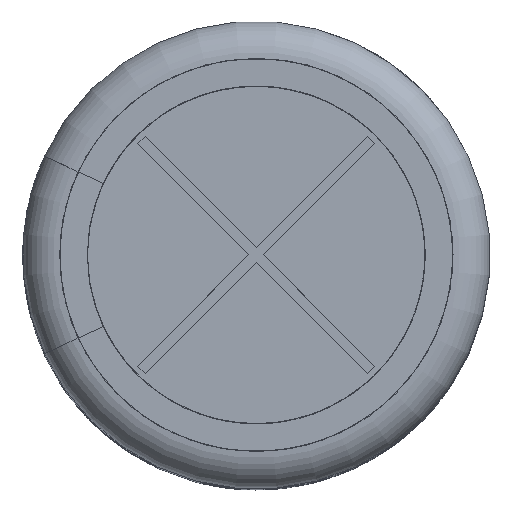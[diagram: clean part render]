
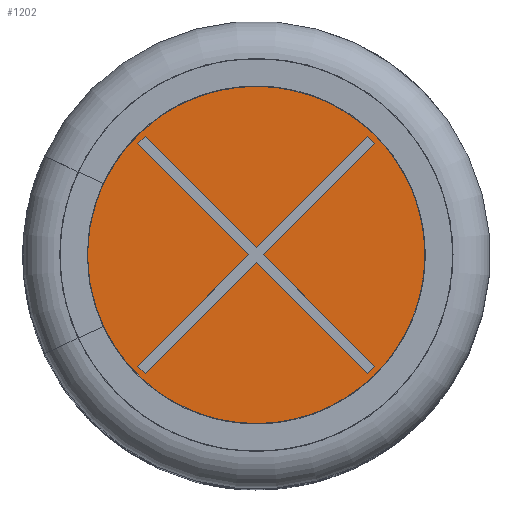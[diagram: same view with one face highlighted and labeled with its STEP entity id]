
A CAD part, top view. The second image highlights one B-rep face of the part: STEP entity #1202.
In plain terms, the highlighted planar face has unit normal (0, 0, 1).
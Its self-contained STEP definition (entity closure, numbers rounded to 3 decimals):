
#1202 = ADVANCED_FACE( '', ( #2670, #2671 ), #2672, .T. );
#2670 = FACE_OUTER_BOUND( '', #8961, .T. );
#2671 = FACE_BOUND( '', #8962, .T. );
#2672 = PLANE( '', #8963 );
#8961 = EDGE_LOOP( '', ( #15565 ) );
#8962 = EDGE_LOOP( '', ( #15566, #15567, #15568, #15569, #15570, #15571, #15572, #15573, #15574, #15575, #15576, #15577 ) );
#8963 = AXIS2_PLACEMENT_3D( '', #15578, #15579, #15580 );
#15565 = ORIENTED_EDGE( '', *, *, #17661, .F. );
#15566 = ORIENTED_EDGE( '', *, *, #18497, .T. );
#15567 = ORIENTED_EDGE( '', *, *, #17605, .T. );
#15568 = ORIENTED_EDGE( '', *, *, #18498, .T. );
#15569 = ORIENTED_EDGE( '', *, *, #18285, .T. );
#15570 = ORIENTED_EDGE( '', *, *, #18499, .T. );
#15571 = ORIENTED_EDGE( '', *, *, #17248, .T. );
#15572 = ORIENTED_EDGE( '', *, *, #18500, .T. );
#15573 = ORIENTED_EDGE( '', *, *, #17638, .T. );
#15574 = ORIENTED_EDGE( '', *, *, #17613, .T. );
#15575 = ORIENTED_EDGE( '', *, *, #18501, .T. );
#15576 = ORIENTED_EDGE( '', *, *, #17529, .T. );
#15577 = ORIENTED_EDGE( '', *, *, #18502, .T. );
#15578 = CARTESIAN_POINT( '', ( -7.568, 0., 31.28 ) );
#15579 = DIRECTION( '', ( 0., 0., 1. ) );
#15580 = DIRECTION( '', ( 1., 0., 0. ) );
#17248 = EDGE_CURVE( '', #19204, #19205, #19206, .T. );
#17529 = EDGE_CURVE( '', #19679, #19680, #19681, .T. );
#17605 = EDGE_CURVE( '', #19804, #19805, #19806, .T. );
#17613 = EDGE_CURVE( '', #19816, #19817, #19818, .T. );
#17638 = EDGE_CURVE( '', #19857, #19816, #19858, .T. );
#17661 = EDGE_CURVE( '', #19891, #19891, #19892, .T. );
#18285 = EDGE_CURVE( '', #20819, #20820, #20821, .T. );
#18497 = EDGE_CURVE( '', #21114, #19804, #21115, .T. );
#18498 = EDGE_CURVE( '', #19805, #20819, #21116, .T. );
#18499 = EDGE_CURVE( '', #20820, #19204, #21117, .T. );
#18500 = EDGE_CURVE( '', #19205, #19857, #21118, .T. );
#18501 = EDGE_CURVE( '', #19817, #19679, #21119, .T. );
#18502 = EDGE_CURVE( '', #19680, #21114, #21120, .T. );
#19204 = VERTEX_POINT( '', #22531 );
#19205 = VERTEX_POINT( '', #22532 );
#19206 = LINE( '', #22533, #22534 );
#19679 = VERTEX_POINT( '', #23834 );
#19680 = VERTEX_POINT( '', #23835 );
#19681 = LINE( '', #23836, #23837 );
#19804 = VERTEX_POINT( '', #24082 );
#19805 = VERTEX_POINT( '', #24083 );
#19806 = LINE( '', #24084, #24085 );
#19816 = VERTEX_POINT( '', #24097 );
#19817 = VERTEX_POINT( '', #24098 );
#19818 = LINE( '', #24099, #24100 );
#19857 = VERTEX_POINT( '', #24156 );
#19858 = LINE( '', #24157, #24158 );
#19891 = VERTEX_POINT( '', #24203 );
#19892 = CIRCLE( '', #24204, 7.568 );
#20819 = VERTEX_POINT( '', #26293 );
#20820 = VERTEX_POINT( '', #26294 );
#20821 = LINE( '', #26295, #26296 );
#21114 = VERTEX_POINT( '', #27316 );
#21115 = LINE( '', #27317, #27318 );
#21116 = LINE( '', #27319, #27320 );
#21117 = LINE( '', #27321, #27322 );
#21118 = LINE( '', #27323, #27324 );
#21119 = LINE( '', #27325, #27326 );
#21120 = LINE( '', #27327, #27328 );
#22531 = CARTESIAN_POINT( '', ( 0.283, 0., 31.28 ) );
#22532 = CARTESIAN_POINT( '', ( 4.559, -4.276, 31.28 ) );
#22533 = CARTESIAN_POINT( '', ( 0.283, 0., 31.28 ) );
#22534 = VECTOR( '', #28284, 1000. );
#23834 = CARTESIAN_POINT( '', ( -4.559, -4.276, 31.28 ) );
#23835 = CARTESIAN_POINT( '', ( -0.283, 0., 31.28 ) );
#23836 = CARTESIAN_POINT( '', ( -0.283, 0., 31.28 ) );
#23837 = VECTOR( '', #28549, 1000. );
#24082 = CARTESIAN_POINT( '', ( -4.276, 4.559, 31.28 ) );
#24083 = CARTESIAN_POINT( '', ( 0., 0.283, 31.28 ) );
#24084 = CARTESIAN_POINT( '', ( 0., 0.283, 31.28 ) );
#24085 = VECTOR( '', #28622, 1000. );
#24097 = CARTESIAN_POINT( '', ( 0., -0.283, 31.28 ) );
#24098 = CARTESIAN_POINT( '', ( -4.276, -4.559, 31.28 ) );
#24099 = CARTESIAN_POINT( '', ( 0., -0.283, 31.28 ) );
#24100 = VECTOR( '', #28634, 1000. );
#24156 = CARTESIAN_POINT( '', ( 4.276, -4.559, 31.28 ) );
#24157 = CARTESIAN_POINT( '', ( 0., -0.283, 31.28 ) );
#24158 = VECTOR( '', #28664, 1000. );
#24203 = CARTESIAN_POINT( '', ( -7.568, 0., 31.28 ) );
#24204 = AXIS2_PLACEMENT_3D( '', #28692, #28693, #28694 );
#26293 = CARTESIAN_POINT( '', ( 4.276, 4.559, 31.28 ) );
#26294 = CARTESIAN_POINT( '', ( 4.559, 4.276, 31.28 ) );
#26295 = CARTESIAN_POINT( '', ( 4.559, 4.276, 31.28 ) );
#26296 = VECTOR( '', #29305, 1000. );
#27316 = CARTESIAN_POINT( '', ( -4.559, 4.276, 31.28 ) );
#27317 = CARTESIAN_POINT( '', ( -4.276, 4.559, 31.28 ) );
#27318 = VECTOR( '', #29534, 1000. );
#27319 = CARTESIAN_POINT( '', ( 0., 0.283, 31.28 ) );
#27320 = VECTOR( '', #29535, 1000. );
#27321 = CARTESIAN_POINT( '', ( 0.283, 0., 31.28 ) );
#27322 = VECTOR( '', #29536, 1000. );
#27323 = CARTESIAN_POINT( '', ( 4.559, -4.276, 31.28 ) );
#27324 = VECTOR( '', #29537, 1000. );
#27325 = CARTESIAN_POINT( '', ( -4.276, -4.559, 31.28 ) );
#27326 = VECTOR( '', #29538, 1000. );
#27327 = CARTESIAN_POINT( '', ( -0.283, 0., 31.28 ) );
#27328 = VECTOR( '', #29539, 1000. );
#28284 = DIRECTION( '', ( 0.707, -0.707, 0. ) );
#28549 = DIRECTION( '', ( 0.707, 0.707, 0. ) );
#28622 = DIRECTION( '', ( 0.707, -0.707, 0. ) );
#28634 = DIRECTION( '', ( -0.707, -0.707, 0. ) );
#28664 = DIRECTION( '', ( -0.707, 0.707, 0. ) );
#28692 = CARTESIAN_POINT( '', ( 0., 0., 31.28 ) );
#28693 = DIRECTION( '', ( 0., 0., -1. ) );
#28694 = DIRECTION( '', ( -1., 0., 0. ) );
#29305 = DIRECTION( '', ( 0.707, -0.707, 0. ) );
#29534 = DIRECTION( '', ( 0.707, 0.707, 0. ) );
#29535 = DIRECTION( '', ( 0.707, 0.707, 0. ) );
#29536 = DIRECTION( '', ( -0.707, -0.707, 0. ) );
#29537 = DIRECTION( '', ( -0.707, -0.707, 0. ) );
#29538 = DIRECTION( '', ( -0.707, 0.707, 0. ) );
#29539 = DIRECTION( '', ( -0.707, 0.707, 0. ) );
